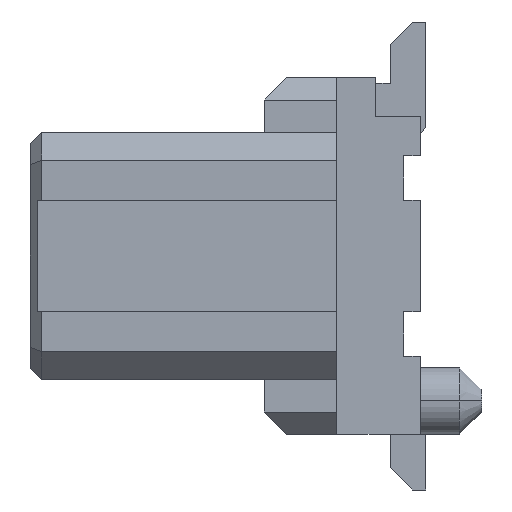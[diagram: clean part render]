
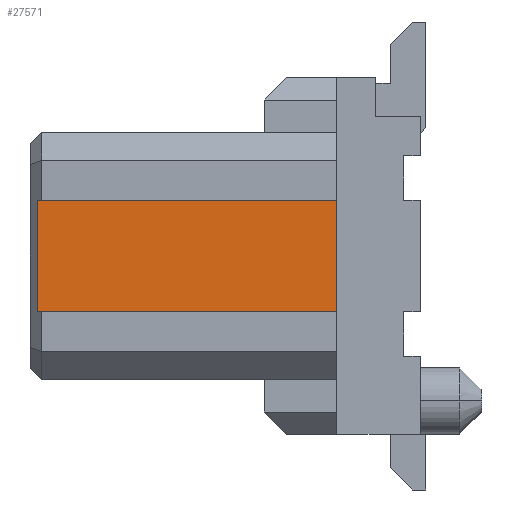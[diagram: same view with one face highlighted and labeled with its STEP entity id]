
A CAD part, left-side view. The second image highlights one B-rep face of the part: STEP entity #27571.
In plain terms, the highlighted planar face has unit normal (-1, 0, 0).
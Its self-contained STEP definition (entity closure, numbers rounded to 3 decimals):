
#2509=DIRECTION('',(0.,0.,-1.));
#2510=VECTOR('',#2509,1.);
#2511=CARTESIAN_POINT('',(-5.188,-1.375,0.5));
#2512=LINE('',#2511,#2510);
#9719=DIRECTION('',(0.,0.,-1.));
#9720=VECTOR('',#9719,1.);
#9721=CARTESIAN_POINT('',(-5.188,1.313,0.5));
#9722=LINE('',#9721,#9720);
#9759=DIRECTION('',(0.,-1.,0.));
#9760=VECTOR('',#9759,2.688);
#9761=CARTESIAN_POINT('',(-5.188,1.313,-0.5));
#9762=LINE('',#9761,#9760);
#9763=DIRECTION('',(0.,-1.,0.));
#9764=VECTOR('',#9763,2.688);
#9765=CARTESIAN_POINT('',(-5.188,1.313,0.5));
#9766=LINE('',#9765,#9764);
#10121=CARTESIAN_POINT('',(-5.188,-1.375,0.5));
#10122=CARTESIAN_POINT('',(-5.188,-1.375,-0.5));
#10123=VERTEX_POINT('',#10121);
#10124=VERTEX_POINT('',#10122);
#10133=CARTESIAN_POINT('',(-5.188,1.313,0.5));
#10134=VERTEX_POINT('',#10133);
#10135=CARTESIAN_POINT('',(-5.188,1.313,-0.5));
#10136=VERTEX_POINT('',#10135);
#27560=CARTESIAN_POINT('',(-5.188,1.375,0.5));
#27561=DIRECTION('',(1.,0.,0.));
#27562=DIRECTION('',(0.,0.,-1.));
#27563=AXIS2_PLACEMENT_3D('',#27560,#27561,#27562);
#27564=PLANE('',#27563);
#27565=ORIENTED_EDGE('',*,*,#27515,.T.);
#27566=ORIENTED_EDGE('',*,*,#15581,.T.);
#27567=ORIENTED_EDGE('',*,*,#27554,.F.);
#27568=ORIENTED_EDGE('',*,*,#27493,.F.);
#27569=EDGE_LOOP('',(#27565,#27566,#27567,#27568));
#27570=FACE_OUTER_BOUND('',#27569,.F.);
#27571=ADVANCED_FACE('',(#27570),#27564,.F.);
#15581=EDGE_CURVE('',#10123,#10124,#2512,.T.);
#27493=EDGE_CURVE('',#10134,#10136,#9722,.T.);
#27515=EDGE_CURVE('',#10134,#10123,#9766,.T.);
#27554=EDGE_CURVE('',#10136,#10124,#9762,.T.);
